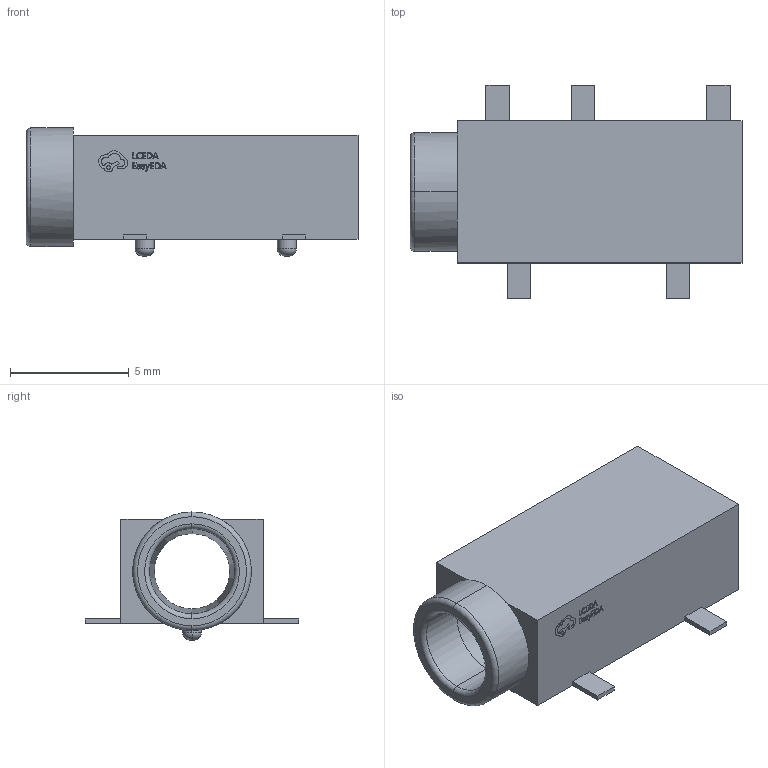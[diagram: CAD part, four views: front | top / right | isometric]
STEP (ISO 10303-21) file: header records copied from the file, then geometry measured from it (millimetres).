
FILE_DESCRIPTION (( 'STEP AP214' ), '1' );
FILE_NAME ('AUDIO-SMD_L12.0-W6.0-H5.0-5P.step', '2022-06-16T10:21:01', ( '' ), ( '' ), 'SwSTEP 2.0', 'SolidWorks 2020', '' );
FILE_SCHEMA (( 'AUTOMOTIVE_DESIGN' ));
Length unit declared in the file: millimetre
Products named in the file (1): AUDIO-SMD_L12.0-W6.0-H5.0-5P
Bounding box: 14 x 9 x 5.4 mm (x, y, z)
Volume: 229.1 mm3; surface area: 488.8 mm2
Topology: 6 solids, 6 shells, 284 faces, 739 edges, 488 vertices
Faces by surface type: plane 168, bspline 98, torus 8, cylinder 8, cone 2
Entity records: 12348 total; most frequent: CARTESIAN_POINT 2818, ORIENTED_EDGE 1478, DIRECTION 951, EDGE_CURVE 739, VECTOR 501, LINE 501, VERTEX_POINT 488, EDGE_LOOP 307
